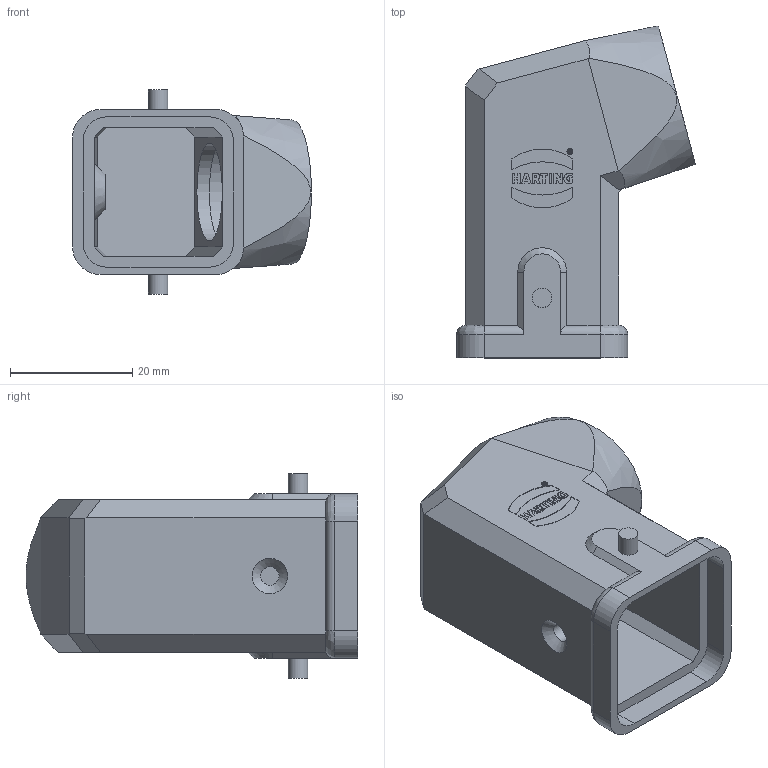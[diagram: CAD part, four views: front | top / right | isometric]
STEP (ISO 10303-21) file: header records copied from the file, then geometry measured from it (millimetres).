
FILE_DESCRIPTION(/* description */ (''),/* implementation_level */ '2;1');
FILE_NAME(/* name */ '100095193ugm000_b.stp',/* time_stamp */ '2018-01-31T07:27:59+01:00',/* author */ (''),/* organization */ (''),/* preprocessor_version */ 'ST-DEVELOPER v16',/* originating_system */ 'SIEMENS PLM Software NX 10.0',/* authorisation */ '');
FILE_SCHEMA (('AUTOMOTIVE_DESIGN { 1 0 10303 214 3 1 1 1 }'));
Length unit declared in the file: millimetre
Products named in the file (1): 100095193ugm000_b
Bounding box: 39.07 x 54.31 x 33.4 mm (x, y, z)
Volume: 12796.6 mm3; surface area: 10881.7 mm2
Topology: 1 solids, 1 shells, 191 faces, 485 edges, 322 vertices
Faces by surface type: plane 149, cylinder 26, cone 6, extrusion 6, bspline 4
Full cylindrical faces by diameter (mm): 0.671 x1, 0.984 x1, 3 x1, 3.2 x2, 16 x1, 18.6 x1
Entity records: 6893 total; most frequent: CARTESIAN_POINT 1645, ORIENTED_EDGE 950, DIRECTION 870, EDGE_CURVE 475, VECTOR 380, LINE 374, VERTEX_POINT 316, AXIS2_PLACEMENT_3D 245
